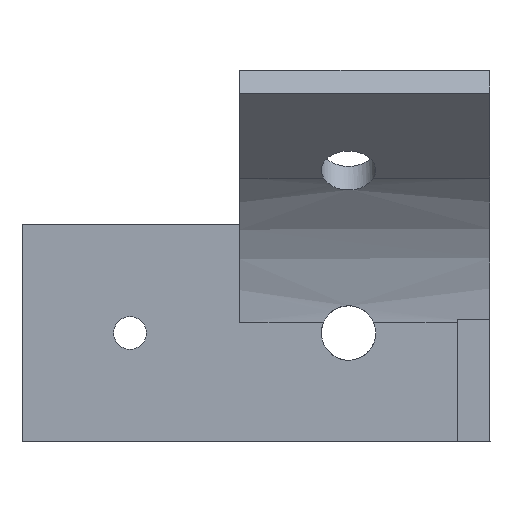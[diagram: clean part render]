
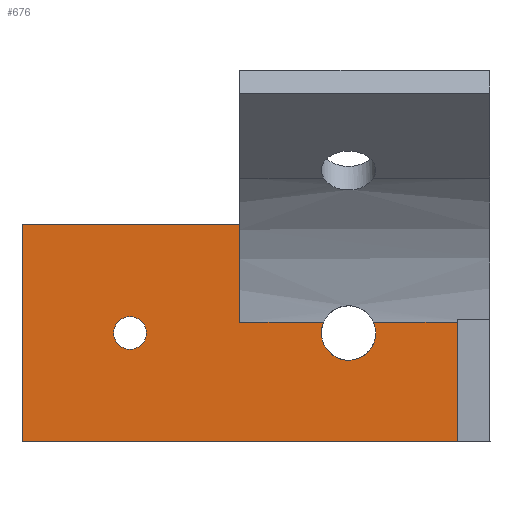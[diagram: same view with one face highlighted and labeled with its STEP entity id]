
A CAD part, front view. The second image highlights one B-rep face of the part: STEP entity #676.
In plain terms, the highlighted planar face has unit normal (0, -1, 0).
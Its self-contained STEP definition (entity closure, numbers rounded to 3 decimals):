
#20=FACE_BOUND('',#103,.T.);
#36=PLANE('',#738);
#67=FACE_OUTER_BOUND('',#102,.T.);
#102=EDGE_LOOP('',(#556,#557,#558,#559,#560,#561,#562,#563,#564,#565,#566,
#567));
#103=EDGE_LOOP('',(#568));
#121=LINE('',#947,#199);
#147=LINE('',#1014,#225);
#150=LINE('',#1019,#228);
#163=LINE('',#1084,#241);
#167=LINE('',#1096,#245);
#171=LINE('',#1103,#249);
#172=LINE('',#1106,#250);
#173=LINE('',#1107,#251);
#174=LINE('',#1109,#252);
#175=LINE('',#1110,#253);
#199=VECTOR('',#766,10.);
#225=VECTOR('',#822,10.);
#228=VECTOR('',#827,10.);
#241=VECTOR('',#860,10.);
#245=VECTOR('',#870,10.);
#249=VECTOR('',#878,10.);
#250=VECTOR('',#881,10.);
#251=VECTOR('',#882,10.);
#252=VECTOR('',#883,10.);
#253=VECTOR('',#884,10.);
#274=CIRCLE('',#704,1.5);
#283=CIRCLE('',#724,2.5);
#285=CIRCLE('',#726,2.5);
#292=VERTEX_POINT('',#935);
#296=VERTEX_POINT('',#944);
#297=VERTEX_POINT('',#946);
#323=VERTEX_POINT('',#1012);
#324=VERTEX_POINT('',#1016);
#325=VERTEX_POINT('',#1021);
#326=VERTEX_POINT('',#1022);
#328=VERTEX_POINT('',#1027);
#337=VERTEX_POINT('',#1083);
#340=VERTEX_POINT('',#1092);
#342=VERTEX_POINT('',#1095);
#344=VERTEX_POINT('',#1105);
#345=VERTEX_POINT('',#1108);
#356=EDGE_CURVE('',#292,#292,#274,.T.);
#361=EDGE_CURVE('',#296,#297,#121,.T.);
#394=EDGE_CURVE('',#323,#296,#147,.T.);
#397=EDGE_CURVE('',#297,#324,#150,.T.);
#398=EDGE_CURVE('',#325,#326,#283,.T.);
#401=EDGE_CURVE('',#326,#328,#285,.T.);
#417=EDGE_CURVE('',#324,#337,#163,.T.);
#422=EDGE_CURVE('',#342,#340,#167,.T.);
#427=EDGE_CURVE('',#323,#342,#171,.T.);
#428=EDGE_CURVE('',#344,#328,#172,.T.);
#429=EDGE_CURVE('',#325,#337,#173,.T.);
#430=EDGE_CURVE('',#345,#340,#174,.T.);
#431=EDGE_CURVE('',#344,#345,#175,.T.);
#556=ORIENTED_EDGE('',*,*,#428,.T.);
#557=ORIENTED_EDGE('',*,*,#401,.F.);
#558=ORIENTED_EDGE('',*,*,#398,.F.);
#559=ORIENTED_EDGE('',*,*,#429,.T.);
#560=ORIENTED_EDGE('',*,*,#417,.F.);
#561=ORIENTED_EDGE('',*,*,#397,.F.);
#562=ORIENTED_EDGE('',*,*,#361,.F.);
#563=ORIENTED_EDGE('',*,*,#394,.F.);
#564=ORIENTED_EDGE('',*,*,#427,.T.);
#565=ORIENTED_EDGE('',*,*,#422,.T.);
#566=ORIENTED_EDGE('',*,*,#430,.F.);
#567=ORIENTED_EDGE('',*,*,#431,.F.);
#568=ORIENTED_EDGE('',*,*,#356,.T.);
#676=ADVANCED_FACE('',(#67,#20),#36,.F.);
#704=AXIS2_PLACEMENT_3D('',#936,#757,#758);
#724=AXIS2_PLACEMENT_3D('',#1023,#830,#831);
#726=AXIS2_PLACEMENT_3D('',#1028,#835,#836);
#738=AXIS2_PLACEMENT_3D('',#1104,#879,#880);
#757=DIRECTION('center_axis',(0.,1.,0.));
#758=DIRECTION('ref_axis',(0.,0.,1.));
#766=DIRECTION('',(0.,0.,1.));
#822=DIRECTION('',(-1.,0.,0.));
#827=DIRECTION('',(1.,0.,0.));
#830=DIRECTION('center_axis',(0.,-1.,0.));
#831=DIRECTION('ref_axis',(-1.,0.,0.));
#835=DIRECTION('center_axis',(0.,-1.,0.));
#836=DIRECTION('ref_axis',(-1.,0.,0.));
#860=DIRECTION('',(0.,0.,-1.));
#870=DIRECTION('',(0.,0.,1.));
#878=DIRECTION('',(1.,0.,0.));
#879=DIRECTION('center_axis',(0.,1.,0.));
#880=DIRECTION('ref_axis',(-1.,0.,0.));
#881=DIRECTION('',(-1.,0.,0.));
#882=DIRECTION('',(-1.,0.,0.));
#883=DIRECTION('',(1.,0.,0.));
#884=DIRECTION('',(0.,0.,-1.));
#935=CARTESIAN_POINT('',(149.891,-70.58,9.718));
#936=CARTESIAN_POINT('Origin',(149.891,-70.58,11.218));
#944=CARTESIAN_POINT('',(139.962,-70.58,1.218));
#946=CARTESIAN_POINT('',(139.962,-70.58,21.218));
#947=CARTESIAN_POINT('',(139.962,-70.58,21.218));
#1012=CARTESIAN_POINT('',(179.962,-70.58,1.218));
#1014=CARTESIAN_POINT('',(159.962,-70.58,1.218));
#1016=CARTESIAN_POINT('',(159.965,-70.58,21.218));
#1019=CARTESIAN_POINT('',(179.962,-70.58,21.218));
#1021=CARTESIAN_POINT('',(167.672,-70.58,12.22));
#1022=CARTESIAN_POINT('',(172.462,-70.58,11.218));
#1023=CARTESIAN_POINT('Origin',(169.962,-70.58,11.218));
#1027=CARTESIAN_POINT('',(172.253,-70.58,12.22));
#1028=CARTESIAN_POINT('Origin',(169.962,-70.58,11.218));
#1083=CARTESIAN_POINT('',(159.965,-70.58,12.22));
#1084=CARTESIAN_POINT('',(159.965,-70.58,16.217));
#1092=CARTESIAN_POINT('',(182.962,-70.58,1.229));
#1095=CARTESIAN_POINT('',(182.962,-70.58,1.218));
#1096=CARTESIAN_POINT('',(182.962,-70.58,1.218));
#1103=CARTESIAN_POINT('',(179.962,-70.58,1.218));
#1104=CARTESIAN_POINT('Origin',(169.962,-70.58,11.218));
#1105=CARTESIAN_POINT('',(179.962,-70.58,12.22));
#1106=CARTESIAN_POINT('',(169.963,-70.58,12.22));
#1107=CARTESIAN_POINT('',(169.963,-70.58,12.22));
#1108=CARTESIAN_POINT('',(179.962,-70.58,1.229));
#1109=CARTESIAN_POINT('',(176.462,-70.58,1.229));
#1110=CARTESIAN_POINT('',(179.962,-70.58,6.224));
